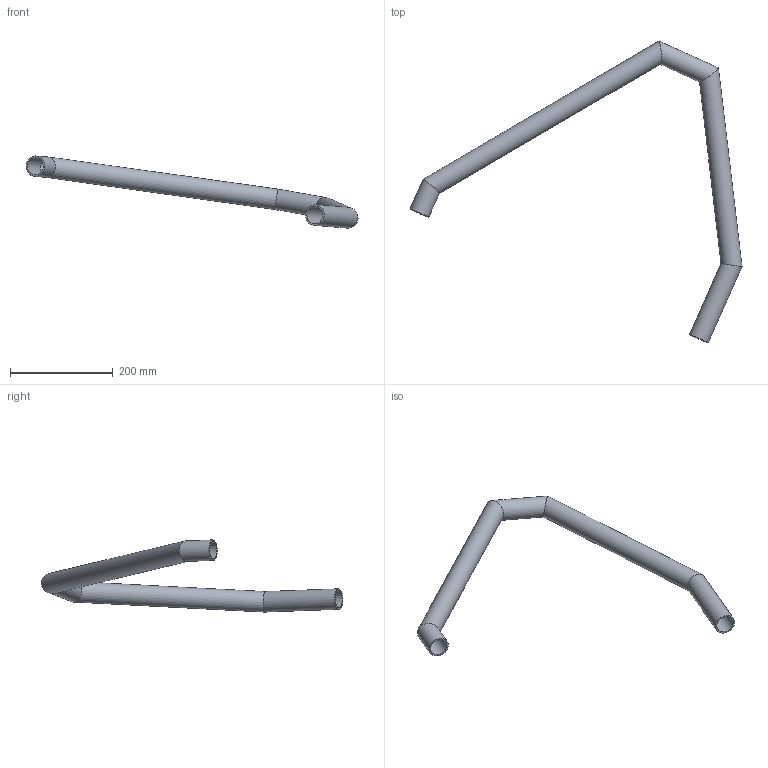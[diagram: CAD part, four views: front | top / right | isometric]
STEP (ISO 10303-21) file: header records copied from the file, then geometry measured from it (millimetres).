
FILE_DESCRIPTION(('Open CASCADE Model'),'2;1');
FILE_NAME('Open CASCADE Shape Model','2017-03-14T15:22:50',('Author'),( 'Open CASCADE'),'Open CASCADE STEP processor 6.7','Open CASCADE 6.7' ,'Unknown');
FILE_SCHEMA(('AUTOMOTIVE_DESIGN_CC2 { 1 2 10303 214 -1 1 5 4 }'));
Length unit declared in the file: millimetre
Products named in the file (1): Open CASCADE STEP translator 6.7 2
Bounding box: 646.66 x 587.45 x 140.6 mm (x, y, z)
Surface area: 282775 mm2 (no closed solid volume)
Topology: 0 solids, 1 shells, 12 faces, 34 edges, 24 vertices
Faces by surface type: cylinder 10, plane 2
Full cylindrical faces by diameter (mm): 34 x5, 40 x5
Entity records: 1783 total; most frequent: CARTESIAN_POINT 1165, DIRECTION 97, ORIENTED_EDGE 68, PCURVE 68, DEFINITIONAL_REPRESENTATION 68, B_SPLINE_CURVE_WITH_KNOTS 52, AXIS2_PLACEMENT_3D 37, EDGE_CURVE 34
